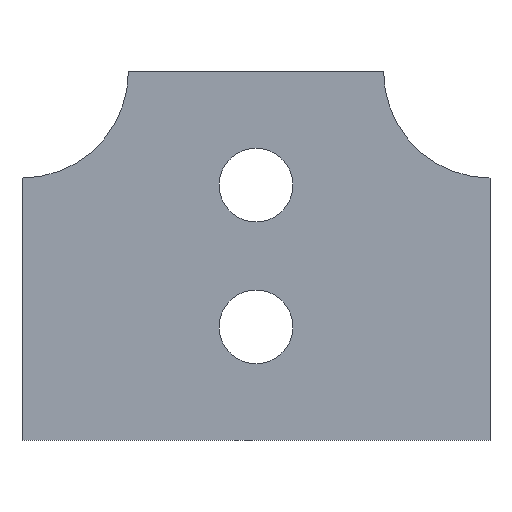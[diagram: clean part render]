
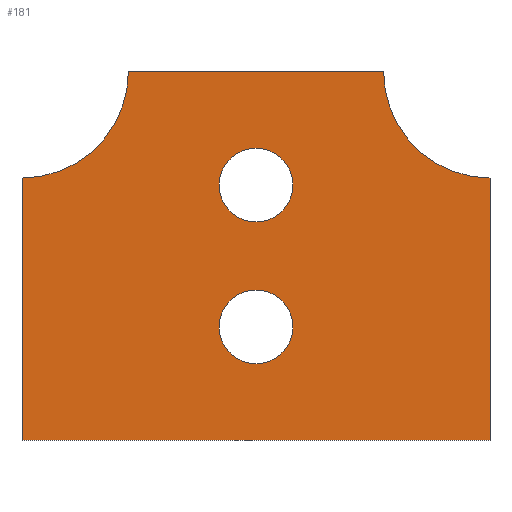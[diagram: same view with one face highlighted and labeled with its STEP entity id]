
A CAD part, front view. The second image highlights one B-rep face of the part: STEP entity #181.
In plain terms, the highlighted planar face has unit normal (0, -1, 0).
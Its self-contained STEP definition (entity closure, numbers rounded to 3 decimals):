
#19=FACE_BOUND('',#34,.T.);
#20=FACE_BOUND('',#35,.T.);
#23=FACE_OUTER_BOUND('',#33,.T.);
#33=EDGE_LOOP('',(#127,#128,#129,#130,#131,#132));
#34=EDGE_LOOP('',(#133));
#35=EDGE_LOOP('',(#134));
#47=LINE('',#283,#63);
#48=LINE('',#285,#64);
#49=LINE('',#287,#65);
#50=LINE('',#290,#66);
#63=VECTOR('',#229,10.);
#64=VECTOR('',#230,10.);
#65=VECTOR('',#231,10.);
#66=VECTOR('',#234,10.);
#79=CIRCLE('',#206,7.5);
#80=CIRCLE('',#207,7.5);
#81=CIRCLE('',#208,2.6);
#82=CIRCLE('',#209,2.6);
#87=VERTEX_POINT('',#279);
#88=VERTEX_POINT('',#280);
#89=VERTEX_POINT('',#282);
#90=VERTEX_POINT('',#284);
#91=VERTEX_POINT('',#286);
#92=VERTEX_POINT('',#288);
#93=VERTEX_POINT('',#291);
#94=VERTEX_POINT('',#293);
#103=EDGE_CURVE('',#87,#88,#79,.T.);
#104=EDGE_CURVE('',#89,#87,#47,.T.);
#105=EDGE_CURVE('',#89,#90,#48,.T.);
#106=EDGE_CURVE('',#91,#90,#49,.T.);
#107=EDGE_CURVE('',#92,#91,#80,.T.);
#108=EDGE_CURVE('',#92,#88,#50,.T.);
#109=EDGE_CURVE('',#93,#93,#81,.T.);
#110=EDGE_CURVE('',#94,#94,#82,.T.);
#127=ORIENTED_EDGE('',*,*,#103,.F.);
#128=ORIENTED_EDGE('',*,*,#104,.F.);
#129=ORIENTED_EDGE('',*,*,#105,.T.);
#130=ORIENTED_EDGE('',*,*,#106,.F.);
#131=ORIENTED_EDGE('',*,*,#107,.F.);
#132=ORIENTED_EDGE('',*,*,#108,.T.);
#133=ORIENTED_EDGE('',*,*,#109,.F.);
#134=ORIENTED_EDGE('',*,*,#110,.F.);
#175=PLANE('',#205);
#181=ADVANCED_FACE('',(#23,#19,#20),#175,.F.);
#205=AXIS2_PLACEMENT_3D('',#278,#225,#226);
#206=AXIS2_PLACEMENT_3D('',#281,#227,#228);
#207=AXIS2_PLACEMENT_3D('',#289,#232,#233);
#208=AXIS2_PLACEMENT_3D('',#292,#235,#236);
#209=AXIS2_PLACEMENT_3D('',#294,#237,#238);
#225=DIRECTION('center_axis',(0.,1.,0.));
#226=DIRECTION('ref_axis',(0.,0.,1.));
#227=DIRECTION('center_axis',(0.,-1.,0.));
#228=DIRECTION('ref_axis',(-1.,0.,0.));
#229=DIRECTION('',(0.,0.,1.));
#230=DIRECTION('',(1.,0.,0.));
#231=DIRECTION('',(0.,0.,-1.));
#232=DIRECTION('center_axis',(0.,-1.,0.));
#233=DIRECTION('ref_axis',(-1.,0.,0.));
#234=DIRECTION('',(-1.,0.,0.));
#235=DIRECTION('center_axis',(0.,-1.,0.));
#236=DIRECTION('ref_axis',(1.,0.,0.));
#237=DIRECTION('center_axis',(0.,-1.,0.));
#238=DIRECTION('ref_axis',(1.,0.,0.));
#278=CARTESIAN_POINT('Origin',(8.483,125.464,231.5));
#279=CARTESIAN_POINT('',(-8.017,125.464,224.5));
#280=CARTESIAN_POINT('',(-0.517,125.464,232.));
#281=CARTESIAN_POINT('Origin',(-8.017,125.464,232.));
#282=CARTESIAN_POINT('',(-8.017,125.464,206.));
#283=CARTESIAN_POINT('',(-8.017,125.464,255.25));
#284=CARTESIAN_POINT('',(24.983,125.464,206.));
#285=CARTESIAN_POINT('',(24.983,125.464,206.));
#286=CARTESIAN_POINT('',(24.983,125.464,224.5));
#287=CARTESIAN_POINT('',(24.983,125.464,255.25));
#288=CARTESIAN_POINT('',(17.483,125.464,232.));
#289=CARTESIAN_POINT('Origin',(24.983,125.464,232.));
#290=CARTESIAN_POINT('',(8.483,125.464,232.));
#291=CARTESIAN_POINT('',(5.883,125.464,214.));
#292=CARTESIAN_POINT('Origin',(8.483,125.464,214.));
#293=CARTESIAN_POINT('',(5.883,125.464,224.));
#294=CARTESIAN_POINT('Origin',(8.483,125.464,224.));
